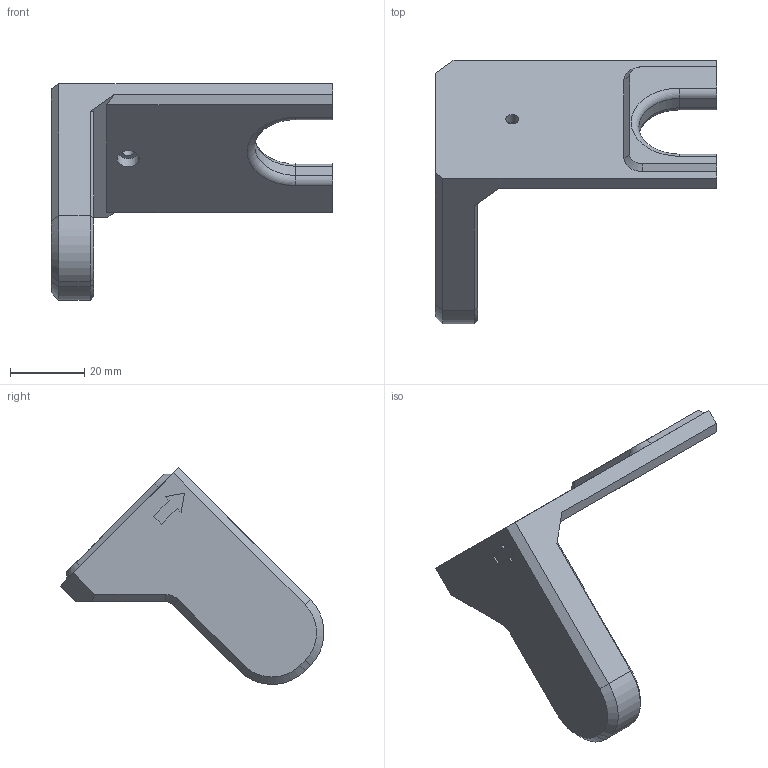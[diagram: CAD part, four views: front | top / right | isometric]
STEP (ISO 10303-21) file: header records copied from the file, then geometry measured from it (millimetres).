
FILE_DESCRIPTION(/* description */ (''),/* implementation_level */ '2;1');
FILE_NAME(/* name */ '02_34__XP_Holder_L_Case_BTT_HDMI5_v1.2___V2.0.step',/* time_stamp */ '2025-04-03T11:29:36+02:00',/* author */ (''),/* organization */ (''),/* preprocessor_version */ 'ST-DEVELOPER v20.1',/* originating_system */ 'Autodesk Translation Framework v14.4.0.0',/* authorisation */ '');
FILE_SCHEMA (('AUTOMOTIVE_DESIGN { 1 0 10303 214 3 1 1 }'));
Length unit declared in the file: millimetre
Products named in the file (1): 02_34__XP_Holder_L_Case_BTT_HDMI5_v1.2___V2.0
Bounding box: 75.6 x 70.91 x 58.25 mm (x, y, z)
Volume: 33830.3 mm3; surface area: 12120.3 mm2
Topology: 1 solids, 1 shells, 62 faces, 154 edges, 97 vertices
Faces by surface type: plane 39, cylinder 11, cone 9, torus 3
Full cylindrical faces by diameter (mm): 3.5 x1, 6 x1, 19.1 x1
Entity records: 1868 total; most frequent: CARTESIAN_POINT 324, DIRECTION 314, ORIENTED_EDGE 308, EDGE_CURVE 154, LINE 116, VECTOR 116, AXIS2_PLACEMENT_3D 99, VERTEX_POINT 97
